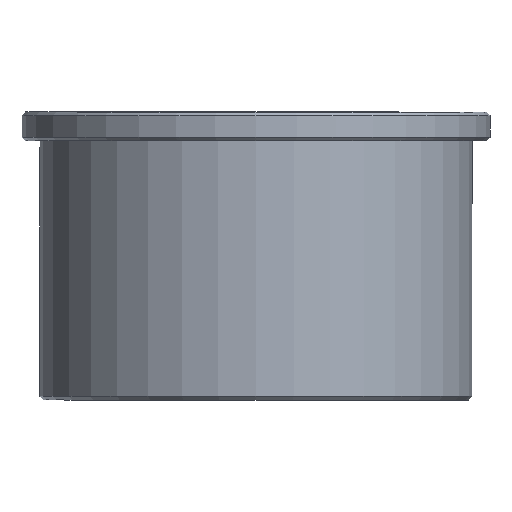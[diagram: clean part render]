
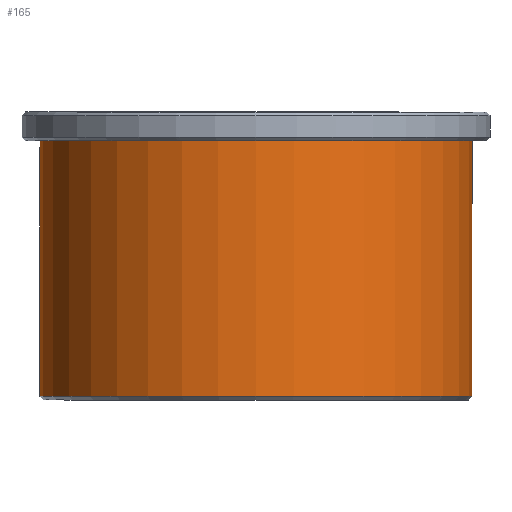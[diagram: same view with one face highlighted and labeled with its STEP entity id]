
A CAD part, front view. The second image highlights one B-rep face of the part: STEP entity #165.
In plain terms, the highlighted cylindrical face has radius 60 mm (diameter 120 mm), a full revolution.
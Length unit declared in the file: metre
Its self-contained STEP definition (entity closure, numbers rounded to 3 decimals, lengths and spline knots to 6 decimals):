
#165=ADVANCED_FACE('',(#204,#205),#206,.T.);
#204=FACE_OUTER_BOUND('',#4323,.T.);
#205=FACE_OUTER_BOUND('',#4324,.T.);
#206=CYLINDRICAL_SURFACE('',#4325,0.06);
#4323=EDGE_LOOP('',(#8477));
#4324=EDGE_LOOP('',(#8478));
#4325=AXIS2_PLACEMENT_3D('',#8479,#8480,#8481);
#8477=ORIENTED_EDGE('',*,*,#8517,.T.);
#8478=ORIENTED_EDGE('',*,*,#8516,.F.);
#8479=CARTESIAN_POINT('',(0.0,0.0,0.0));
#8480=DIRECTION('',(0.0,0.,-1.0));
#8481=DIRECTION('',(0.0,1.0,0.));
#8516=EDGE_CURVE('',#8555,#8555,#8556,.T.);
#8517=EDGE_CURVE('',#8557,#8557,#8558,.T.);
#8555=VERTEX_POINT('',#8715);
#8556=CIRCLE('',#8716,0.06);
#8557=VERTEX_POINT('',#8717);
#8558=CIRCLE('',#8718,0.06);
#8715=CARTESIAN_POINT('',(0.0,0.06,0.001));
#8716=AXIS2_PLACEMENT_3D('',#8761,#8762,#8763);
#8717=CARTESIAN_POINT('',(0.0,0.06,0.072));
#8718=AXIS2_PLACEMENT_3D('',#8764,#8765,#8766);
#8761=CARTESIAN_POINT('',(0.0,0.0,0.001));
#8762=DIRECTION('',(0.0,0.,-1.0));
#8763=DIRECTION('',(0.0,1.0,0.));
#8764=CARTESIAN_POINT('',(0.0,0.,0.072));
#8765=DIRECTION('',(0.0,0.,-1.0));
#8766=DIRECTION('',(0.0,1.0,0.));
